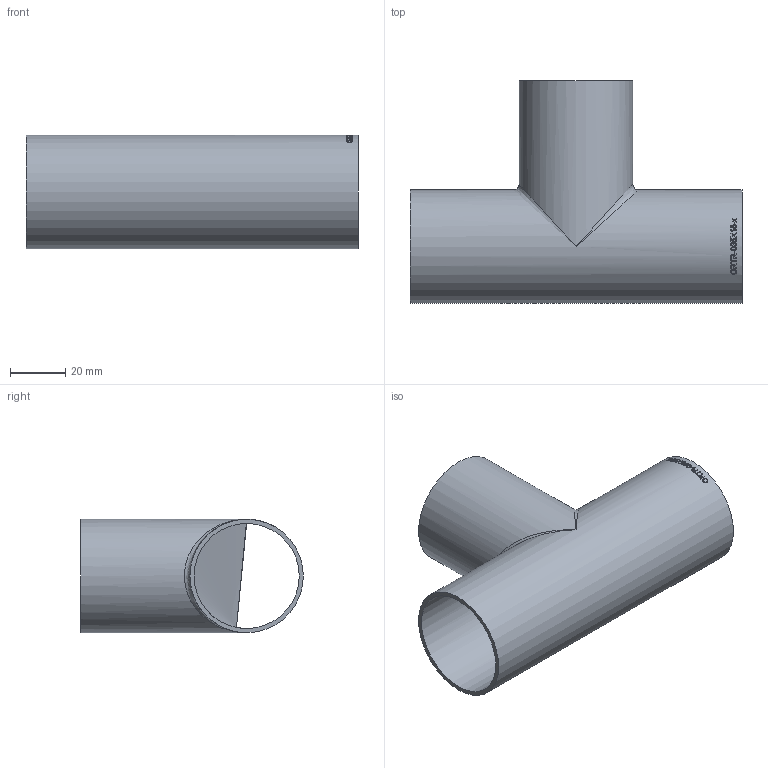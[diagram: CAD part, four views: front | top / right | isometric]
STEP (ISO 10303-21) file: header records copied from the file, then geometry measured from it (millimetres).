
FILE_DESCRIPTION (( 'STEP AP214' ), '1' );
FILE_NAME ('ORTR-041X15-x T-Stück 2004.STEP', '2020-04-06T13:14:32', ( '' ), ( '' ), 'SwSTEP 2.0', 'SolidWorks 2019', '' );
FILE_SCHEMA (( 'AUTOMOTIVE_DESIGN' ));
Length unit declared in the file: millimetre
Products named in the file (1): ORTR-041X15-x T-Stück 2004
Bounding box: 120 x 80.5 x 41 mm (x, y, z)
Volume: 28739.5 mm3; surface area: 38879.6 mm2
Topology: 1 solids, 1 shells, 187 faces, 505 edges, 328 vertices
Faces by surface type: bspline 110, plane 56, cylinder 21
Full cylindrical faces by diameter (mm): 38 x2, 41 x2
Entity records: 16352 total; most frequent: CARTESIAN_POINT 10740, ORIENTED_EDGE 982, EDGE_CURVE 491, DIRECTION 377, B_SPLINE_CURVE_WITH_KNOTS 336, VERTEX_POINT 328, EDGE_LOOP 213, FACE_OUTER_BOUND 191
